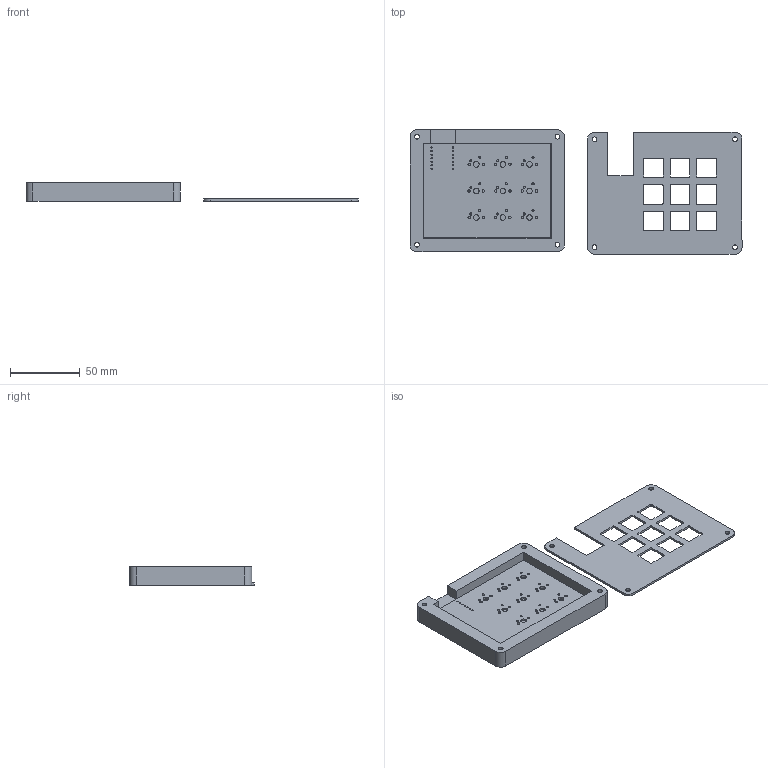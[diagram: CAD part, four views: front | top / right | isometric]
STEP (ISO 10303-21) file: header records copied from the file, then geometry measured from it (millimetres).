
FILE_DESCRIPTION(/* description */ (''),/* implementation_level */ '2;1');
FILE_NAME(/* name */ 'HackDeckv2 v6.step',/* time_stamp */ '2025-07-15T22:34:21+03:00',/* author */ (''),/* organization */ (''),/* preprocessor_version */ 'ST-DEVELOPER v20.1',/* originating_system */ 'Autodesk Translation Framework v14.10.0.0',/* authorisation */ '');
FILE_SCHEMA (('AUTOMOTIVE_DESIGN { 1 0 10303 214 3 1 1 }'));
Length unit declared in the file: millimetre
Products named in the file (5): HackDeckv2; HackDeck; HackDeck_lid_v2; HackDeck2 1; HackDeck_PCB
Assembly tree (4 placements, depth 4):
  HackDeckv2
    HackDeck
      HackDeck_lid_v2
      HackDeck2 1
        HackDeck_PCB
Bounding box: 237.82 x 89.11 x 13 mm (x, y, z)
Volume: 80469.8 mm3; surface area: 56816.9 mm2
Topology: 3 solids, 3 shells, 613 faces, 1719 edges, 1146 vertices
Faces by surface type: bspline 282, plane 216, cylinder 115
Full cylindrical faces by diameter (mm): 0.889 x14, 1.5 x18, 1.7 x18, 3.4 x8, 4 x9, 6 x4
Entity records: 22800 total; most frequent: CARTESIAN_POINT 8281, ORIENTED_EDGE 3438, DIRECTION 2065, EDGE_CURVE 1719, VERTEX_POINT 1146, LINE 925, VECTOR 925, EDGE_LOOP 799
